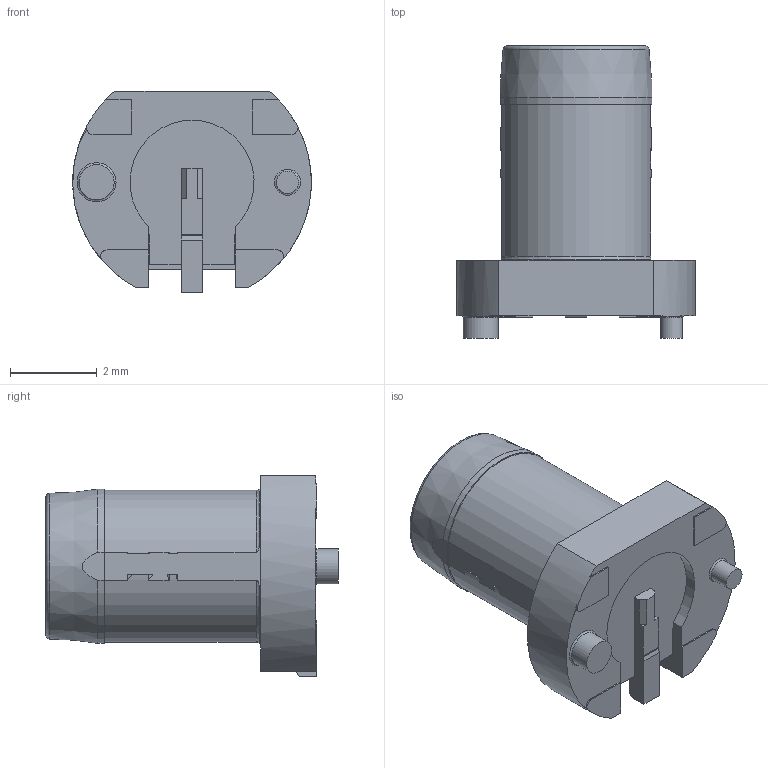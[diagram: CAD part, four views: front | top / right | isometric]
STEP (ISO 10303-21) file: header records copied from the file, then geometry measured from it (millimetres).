
FILE_DESCRIPTION(/* description */ ('Unknown'),/* implementation_level */ '2;1');
FILE_NAME(/* name */ 'CONECTOR PCB',/* time_stamp */ '2023-04-14T17:25:17-03:00',/* author */ ('Unknown'),/* organization */ ('Unknown'),/* preprocessor_version */ 'ST-DEVELOPER v16.7',/* originating_system */ 'Solid Edge',/* authorisation */ 'Unknown');
FILE_SCHEMA (('AUTOMOTIVE_DESIGN {1 0 10303 214 3 1 1}'));
Length unit declared in the file: millimetre
Products named in the file (1): SMB008-001_asm
Bounding box: 5.5 x 6.74 x 4.65 mm (x, y, z)
Volume: 57.6 mm3; surface area: 157.3 mm2
Topology: 1 solids, 1 shells, 102 faces, 283 edges, 189 vertices
Faces by surface type: plane 57, cylinder 21, cone 15, torus 9
Full cylindrical faces by diameter (mm): 0.5 x1, 0.508 x1, 0.808 x1, 2.3 x1
Entity records: 4007 total; most frequent: CARTESIAN_POINT 729, ORIENTED_EDGE 536, DIRECTION 506, EDGE_CURVE 268, VERTEX_POINT 184, AXIS2_PLACEMENT_3D 175, LINE 156, VECTOR 156
